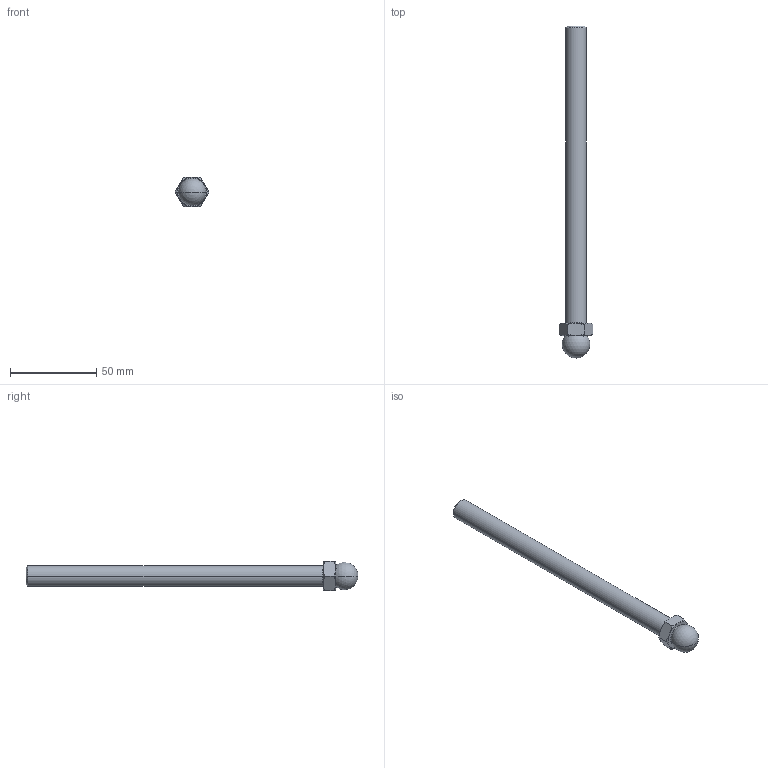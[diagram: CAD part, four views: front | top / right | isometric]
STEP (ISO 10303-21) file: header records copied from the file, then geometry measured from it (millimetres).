
FILE_DESCRIPTION(('STEP AP214'),'1');
FILE_NAME('cctmp_70FA27F4-50EA-44EA-A946-7BA6D79B839A_2022_01_27_09_55_02_0111..stp','2022-01-27T08:55:02',('Bosch Rexroth AG'),('CADClick - www.CADClick.com'),'Spatial InterOp 3D',' ','unknown authorization - (Healing Option Enabled)');
FILE_SCHEMA(('AUTOMOTIVE_DESIGN'));
Length unit declared in the file: millimetre
Products named in the file (1): 2022_01_27_09_55_02_0111
Bounding box: 19.63 x 192 x 17 mm (x, y, z)
Volume: 22876.4 mm3; surface area: 8112.1 mm2
Topology: 1 solids, 2 shells, 40 faces, 84 edges, 46 vertices
Faces by surface type: cone 18, plane 10, cylinder 6, sphere 4, torus 2
Entity records: 1392 total; most frequent: CARTESIAN_POINT 263, DIRECTION 176, ORIENTED_EDGE 160, EDGE_CURVE 80, AXIS2_PLACEMENT_3D 79, VERTEX_POINT 46, EDGE_LOOP 42, STYLED_ITEM 41
